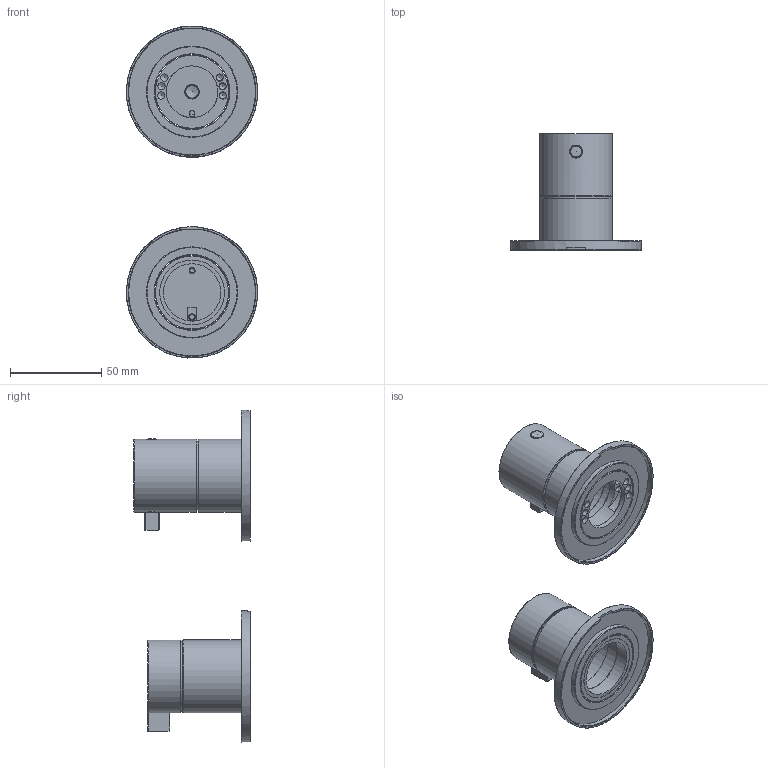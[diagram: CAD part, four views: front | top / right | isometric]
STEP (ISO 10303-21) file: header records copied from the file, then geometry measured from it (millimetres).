
FILE_DESCRIPTION(/* description */ ('Unknown'),/* implementation_level */ '2;1');
FILE_NAME(/* name */ 'AF009',/* time_stamp */ '2023-02-24T09:42:31+01:00',/* author */ ('Unknown'),/* organization */ ('Unknown'),/* preprocessor_version */ 'ST-DEVELOPER v18.102',/* originating_system */ 'Solid Edge',/* authorisation */ 'Unknown');
FILE_SCHEMA (('AUTOMOTIVE_DESIGN {1 0 10303 214 3 1 1}'));
Length unit declared in the file: millimetre
Products named in the file (12): AF009EXT-00; BSIMVXA013_1_oa_0; BSIMVXA014_1; ABIX005C018; AF009-03; BSIMVXA058_1; ABIX620C001_oa_1; SCCBSC0003; AF009-001_oa_2; ABIX005C010; ABIX005C012; AF009-04
Assembly tree (11 placements, depth 3):
  AF009EXT-00
    BSIMVXA013_1_oa_0
    BSIMVXA014_1
    ABIX005C018
    AF009-03
    BSIMVXA058_1
    ABIX620C001_oa_1
    SCCBSC0003
    AF009-001_oa_2
      ABIX005C010
      ABIX005C012
    AF009-04
Bounding box: 71.92 x 63.81 x 181.91 mm (x, y, z)
Volume: 70193.6 mm3; surface area: 55185.2 mm2
Topology: 10 solids, 10 shells, 458 faces, 1149 edges, 741 vertices
Faces by surface type: plane 233, cylinder 88, cone 59, bspline 52, torus 25, sphere 1
Full cylindrical faces by diameter (mm): 2.5 x3, 3.2 x2, 4 x3, 4.2 x1, 4.5 x1, 5.8 x2, 6 x1, 7 x1, 7.1 x1, 8 x1, 8.1 x1, 28.325 x1, 28.675 x1, 31.5 x1, 32 x1, 34.5 x1, 35 x1, 35.5 x3, 36 x1, 37 x1, 37.3 x2, 37.5 x1, 37.6 x2, 38 x1, 40 x4, 41 x4, 44.8 x2, 50 x2, 69.5 x2, 72 x2
Entity records: 15639 total; most frequent: CARTESIAN_POINT 3712, ORIENTED_EDGE 1956, DIRECTION 1936, EDGE_CURVE 978, AXIS2_PLACEMENT_3D 725, VERTEX_POINT 680, FACE_BOUND 624, EDGE_LOOP 617
